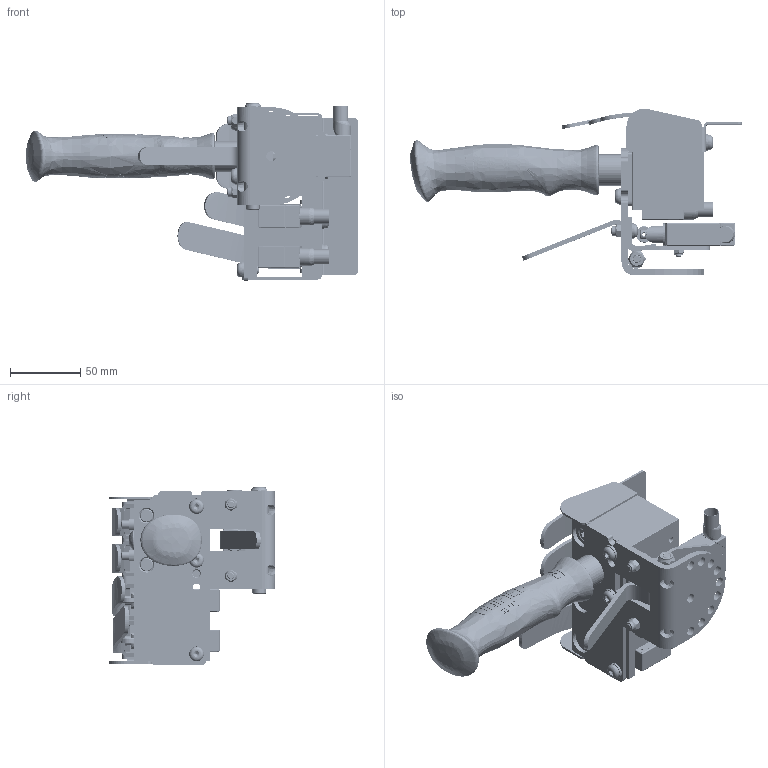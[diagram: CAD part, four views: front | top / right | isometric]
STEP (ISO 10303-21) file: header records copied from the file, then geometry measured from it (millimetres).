
FILE_DESCRIPTION(/* description */ ('ELECTRIC PNEUMATIC FOUR BUTTON HANDLE ASSEMBLY FOR UP/DN RH WITH TRIGGER'),/* implementation_level */ '2;1');
FILE_NAME(/* name */ '79718.stp',/* time_stamp */ '2021-08-19T14:23:01-04:00',/* author */ ('mnhhw'),/* organization */ (''),/* preprocessor_version */ 'ST-DEVELOPER v17',/* originating_system */ 'Autodesk Inventor 2019',/* authorisation */ '');
FILE_SCHEMA (('AUTOMOTIVE_DESIGN { 1 0 10303 214 3 1 1 }'));
Products named in the file (51): 79718; 79710; 79657; 79667; 79666; 99110; 79675; 79641; 79626; 79708; 79709; 79650; 79651; 79651_1; 79653 ; 79655; 79676; 79646; 52495; 51939; 52084; 50619; 79687; 79679; 79659; 79688; TRIGGER SWITCH; switch_zcmd21m12; switch_zcmd21m12 1; switch_zcmd21m12 2; switch_zcmd21m12 3; switch_zcmd21m12 4; switch_zce02; switch_zce02 1; switch_zce02 2; switch_zce02 3; switch_zce02 4; switch_zce02 5; switch_zce02 6; switch_zce02 7 ...
Assembly tree (74 placements, depth 5):
  79718
    79710
      79657
        79667
        79666
        99110
        79675  x2
      79641
      79626
      79708
      79709  x2
        switch_zcmd21m12
          switch_zcmd21m12 1
          switch_zcmd21m12 2
          switch_zcmd21m12 3
          switch_zcmd21m12 4
        switch_zce02
          switch_zce02 1
          switch_zce02 2
          switch_zce02 3
          switch_zce02 4
          switch_zce02 5
          switch_zce02 6
          switch_zce02 7
          switch_zce02 8
          switch_zce02 9
          switch_zce02 10
          switch_zce02 11
      79650
      79651
      79651_1
      79653 
      79655
      79676  x2
      79646
      52495  x7
      51939  x4
      52084  x3
      50619  x4
    79687
      79679
      79659
      79688
      TRIGGER SWITCH
        switch_zcmd21m12
          switch_zcmd21m12 1
          switch_zcmd21m12 2
          switch_zcmd21m12 3
          switch_zcmd21m12 4
        switch_zce02
          switch_zce02 1
          switch_zce02 2
          switch_zce02 3
          switch_zce02 4
          switch_zce02 5
          switch_zce02 6
          switch_zce02 7
          switch_zce02 8
          switch_zce02 9
          switch_zce02 10
Bounding box: 236.01 x 118.24 x 127.09 mm (x, y, z)
Volume: 338104.5 mm3; surface area: 217036.9 mm2
Topology: 93 solids, 101 shells, 3157 faces, 8394 edges, 5479 vertices
Faces by surface type: plane 1340, cylinder 722, bspline 560, cone 270, torus 177, sphere 88
Full cylindrical faces by diameter (mm): 0.8 x6, 1.5 x15, 1.55 x6, 2.53 x6, 2.62 x3, 2.9 x3, 3.242 x2, 3.251 x2, 3.3 x4, 3.5 x3, 3.65 x3, 4 x6, 4.134 x2, 4.25 x9, 4.762 x5, 4.928 x4, 4.953 x8, 4.978 x1, 5 x6, 5.08 x4, 5.25 x3, 5.4 x3, 5.512 x2, 5.6 x2, 5.95 x2, 6 x7, 6.172 x2, 6.35 x15, 6.604 x2, 6.8 x2
Entity records: 101640 total; most frequent: CARTESIAN_POINT 55698, ORIENTED_EDGE 9757, DIRECTION 8114, EDGE_CURVE 4967, VERTEX_POINT 3295, AXIS2_PLACEMENT_3D 2992, LINE 2130, VECTOR 2130
